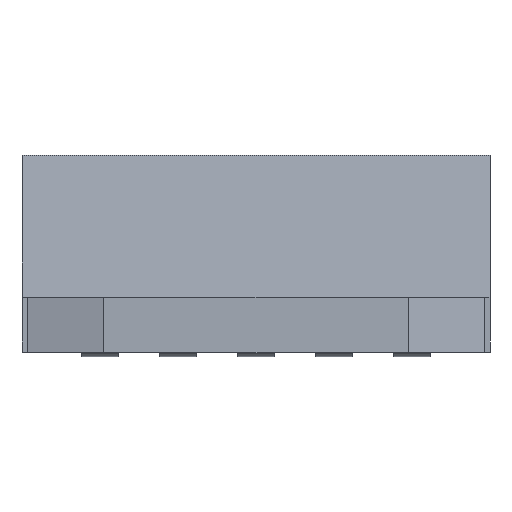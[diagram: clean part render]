
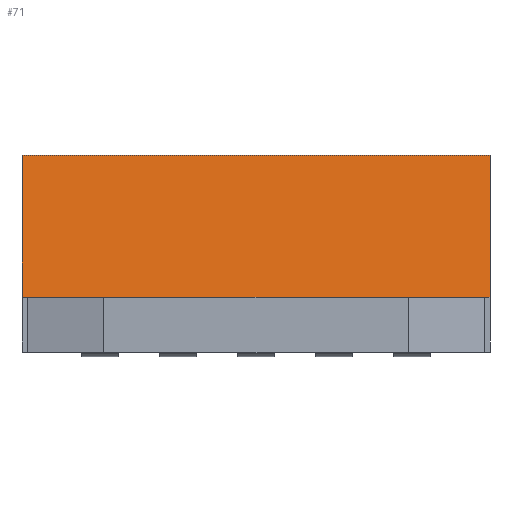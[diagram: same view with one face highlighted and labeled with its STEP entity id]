
A CAD part, left-side view. The second image highlights one B-rep face of the part: STEP entity #71.
In plain terms, the highlighted planar face has unit normal (-0.99, 0, 0.139).
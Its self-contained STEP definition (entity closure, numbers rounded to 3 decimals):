
#71 = ADVANCED_FACE ( 'NONE', ( #4302 ), #4537, .F. ) ;
#244 = DIRECTION ( 'NONE',  ( 0., 1., 0. ) ) ;
#897 = DIRECTION ( 'NONE',  ( 0.139, 0., 0.99 ) ) ;
#922 = ORIENTED_EDGE ( 'NONE', *, *, #14483, .F. ) ;
#991 = LINE ( 'NONE', #3550, #3304 ) ;
#1257 = ORIENTED_EDGE ( 'NONE', *, *, #1708, .T. ) ;
#1708 = EDGE_CURVE ( 'NONE', #14114, #4251, #12507, .T. ) ;
#2811 = VECTOR ( 'NONE', #7712, 1000. ) ;
#3067 = VERTEX_POINT ( 'NONE', #16443 ) ;
#3304 = VECTOR ( 'NONE', #7535, 1000. ) ;
#3347 = CARTESIAN_POINT ( 'NONE',  ( -5.064, -5.11, 4.3 ) ) ;
#3550 = CARTESIAN_POINT ( 'NONE',  ( -5.5, 5.11, 1.2 ) ) ;
#3854 = VECTOR ( 'NONE', #14527, 1000. ) ;
#4251 = VERTEX_POINT ( 'NONE', #3347 ) ;
#4302 = FACE_OUTER_BOUND ( 'NONE', #11865, .T. ) ;
#4503 = VERTEX_POINT ( 'NONE', #8565 ) ;
#4537 = PLANE ( 'NONE',  #13481 ) ;
#5256 = CARTESIAN_POINT ( 'NONE',  ( -5.5, 5., 1.2 ) ) ;
#5376 = CARTESIAN_POINT ( 'NONE',  ( -5.5, -5.11, 1.2 ) ) ;
#5583 = LINE ( 'NONE', #14398, #5671 ) ;
#5647 = CARTESIAN_POINT ( 'NONE',  ( -5.5, 5.11, 1.2 ) ) ;
#5671 = VECTOR ( 'NONE', #244, 1000. ) ;
#5672 = VECTOR ( 'NONE', #13222, 1000. ) ;
#5805 = DIRECTION ( 'NONE',  ( -0.139, 0., -0.99 ) ) ;
#6110 = EDGE_CURVE ( 'NONE', #4503, #11520, #15432, .T. ) ;
#6680 = EDGE_CURVE ( 'NONE', #11520, #4251, #12134, .T. ) ;
#6981 = EDGE_CURVE ( 'NONE', #4503, #8845, #991, .T. ) ;
#7535 = DIRECTION ( 'NONE',  ( 0., -1., 0. ) ) ;
#7712 = DIRECTION ( 'NONE',  ( 0.139, 0., 0.99 ) ) ;
#7968 = ORIENTED_EDGE ( 'NONE', *, *, #6680, .F. ) ;
#8565 = CARTESIAN_POINT ( 'NONE',  ( -5.5, 5.11, 1.2 ) ) ;
#8845 = VERTEX_POINT ( 'NONE', #5256 ) ;
#8990 = CARTESIAN_POINT ( 'NONE',  ( -5.5, 5.11, 1.2 ) ) ;
#9445 = LINE ( 'NONE', #13144, #5672 ) ;
#9986 = CARTESIAN_POINT ( 'NONE',  ( -5.5, -5.11, 1.2 ) ) ;
#10525 = VECTOR ( 'NONE', #897, 1000. ) ;
#11520 = VERTEX_POINT ( 'NONE', #16379 ) ;
#11865 = EDGE_LOOP ( 'NONE', ( #1257, #7968, #14335, #14302, #922, #14243 ) ) ;
#12134 = LINE ( 'NONE', #13314, #3854 ) ;
#12507 = LINE ( 'NONE', #5376, #10525 ) ;
#13136 = EDGE_CURVE ( 'NONE', #3067, #14114, #9445, .T. ) ;
#13144 = CARTESIAN_POINT ( 'NONE',  ( -5.5, 5.11, 1.2 ) ) ;
#13222 = DIRECTION ( 'NONE',  ( 0., -1., 0. ) ) ;
#13314 = CARTESIAN_POINT ( 'NONE',  ( -5.064, 5.11, 4.3 ) ) ;
#13481 = AXIS2_PLACEMENT_3D ( 'NONE', #5647, #14879, #5805 ) ;
#14114 = VERTEX_POINT ( 'NONE', #9986 ) ;
#14243 = ORIENTED_EDGE ( 'NONE', *, *, #13136, .T. ) ;
#14302 = ORIENTED_EDGE ( 'NONE', *, *, #6981, .T. ) ;
#14335 = ORIENTED_EDGE ( 'NONE', *, *, #6110, .F. ) ;
#14398 = CARTESIAN_POINT ( 'NONE',  ( -5.5, 5.11, 1.2 ) ) ;
#14483 = EDGE_CURVE ( 'NONE', #3067, #8845, #5583, .T. ) ;
#14527 = DIRECTION ( 'NONE',  ( 0., -1., 0. ) ) ;
#14879 = DIRECTION ( 'NONE',  ( 0.99, 0., -0.139 ) ) ;
#15432 = LINE ( 'NONE', #8990, #2811 ) ;
#16379 = CARTESIAN_POINT ( 'NONE',  ( -5.064, 5.11, 4.3 ) ) ;
#16443 = CARTESIAN_POINT ( 'NONE',  ( -5.5, -5., 1.2 ) ) ;
